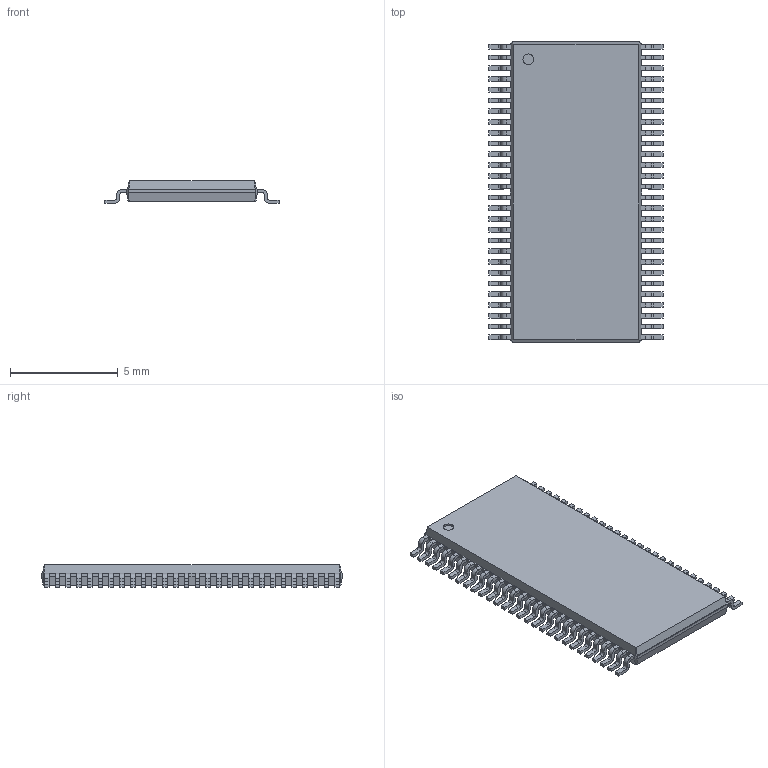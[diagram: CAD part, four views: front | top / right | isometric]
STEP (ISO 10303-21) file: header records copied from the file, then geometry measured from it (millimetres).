
FILE_DESCRIPTION(/* description */ ('model of TSSOP-56_6.1x14mm_Pitch0.5mm'),/* implementation_level */ '2;1');
FILE_NAME(/* name */ 'TSSOP-56_6.1x14mm_Pitch0.5mm.step',/* time_stamp */ '2017-06-21T16:34:37',/* author */ ('kicad StepUp','ksu'),/* organization */ ('FreeCAD'),/* preprocessor_version */ 'OCC',/* originating_system */ 'kicad StepUp',/* authorisation */ '');
FILE_SCHEMA(('AUTOMOTIVE_DESIGN_CC2 { 1 2 10303 214 -1 1 5 4 }'));
Length unit declared in the file: millimetre
Products named in the file (1): TSSOP_56_61x14mm_Pitch05mm
Bounding box: 8.1 x 14 x 1.05 mm (x, y, z)
Volume: 81.4 mm3; surface area: 258.5 mm2
Topology: 1 solids, 1 shells, 876 faces, 2371 edges, 1498 vertices
Faces by surface type: plane 571, cylinder 225, bspline 80
Full cylindrical faces by diameter (mm): 0.5 x1
Entity records: 33175 total; most frequent: CARTESIAN_POINT 5018, ORIENTED_EDGE 4742, DIRECTION 4383, EDGE_CURVE 2371, LINE 1889, VECTOR 1889, VERTEX_POINT 1498, AXIS2_PLACEMENT_3D 1247
